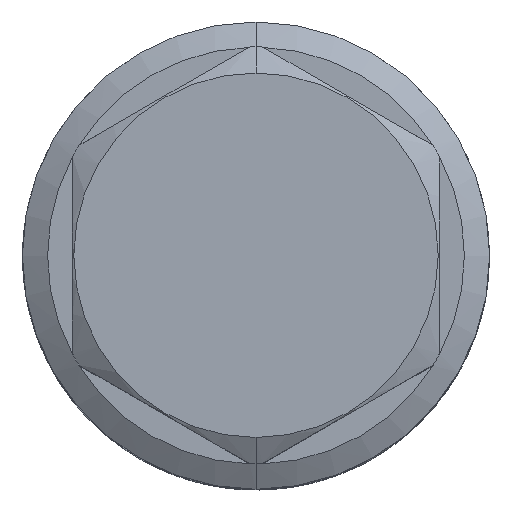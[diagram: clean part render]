
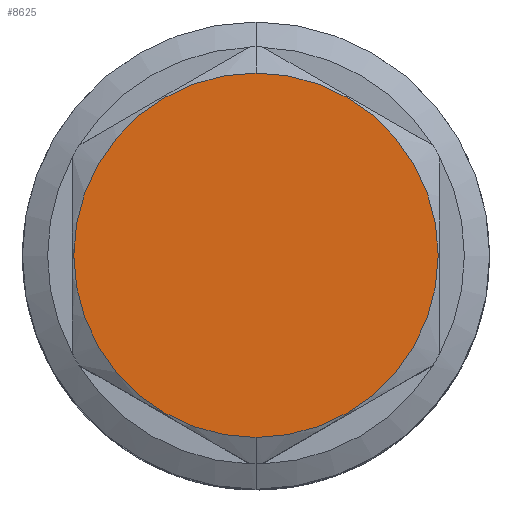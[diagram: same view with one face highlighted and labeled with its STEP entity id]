
A CAD part, top view. The second image highlights one B-rep face of the part: STEP entity #8625.
In plain terms, the highlighted planar face has unit normal (0, 0, 1).
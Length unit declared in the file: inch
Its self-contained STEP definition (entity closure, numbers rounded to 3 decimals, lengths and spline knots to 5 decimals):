
#799=CARTESIAN_POINT('',(0.,0.,5.3135));
#800=DIRECTION('',(0.,0.,1.));
#801=DIRECTION('',(0.,-1.,0.));
#802=AXIS2_PLACEMENT_3D('',#799,#800,#801);
#804=CARTESIAN_POINT('',(0.,0.,5.3135));
#805=DIRECTION('',(0.,0.,1.));
#806=DIRECTION('',(0.,1.,0.));
#807=AXIS2_PLACEMENT_3D('',#804,#805,#806);
#7207=CARTESIAN_POINT('',(0.,-0.62,5.3135));
#7208=CARTESIAN_POINT('',(0.,0.62,5.3135));
#7209=VERTEX_POINT('',#7207);
#7210=VERTEX_POINT('',#7208);
#8616=CARTESIAN_POINT('',(0.,0.,5.3135));
#8617=DIRECTION('',(0.,0.,1.));
#8618=DIRECTION('',(0.,1.,0.));
#8619=AXIS2_PLACEMENT_3D('',#8616,#8617,#8618);
#8620=PLANE('',#8619);
#8621=ORIENTED_EDGE('',*,*,#8386,.F.);
#8622=ORIENTED_EDGE('',*,*,#8607,.F.);
#8623=EDGE_LOOP('',(#8621,#8622));
#8624=FACE_OUTER_BOUND('',#8623,.F.);
#8625=ADVANCED_FACE('',(#8624),#8620,.T.);
#803=CIRCLE('',#802,0.62);
#808=CIRCLE('',#807,0.62);
#8386=EDGE_CURVE('',#7209,#7210,#803,.T.);
#8607=EDGE_CURVE('',#7210,#7209,#808,.T.);
